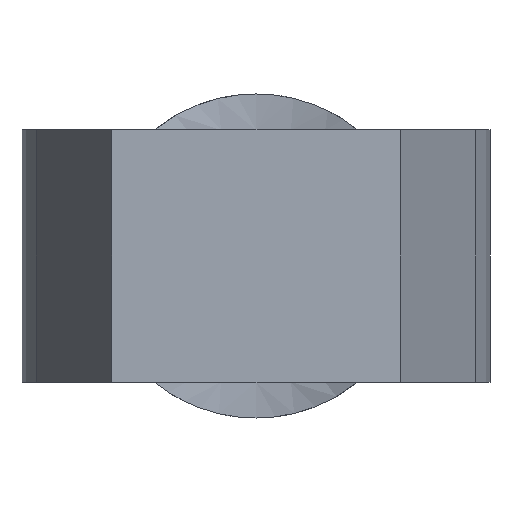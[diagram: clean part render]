
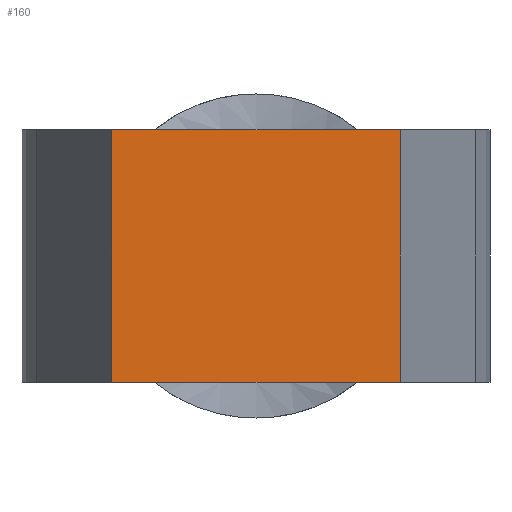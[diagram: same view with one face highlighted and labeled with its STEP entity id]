
A CAD part, left-side view. The second image highlights one B-rep face of the part: STEP entity #160.
In plain terms, the highlighted planar face has unit normal (-1, 0, 0).
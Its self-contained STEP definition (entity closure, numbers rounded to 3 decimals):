
#28 = VERTEX_POINT ( 'NONE', #427 ) ;
#36 = CARTESIAN_POINT ( 'NONE',  ( -80., -40., 35. ) ) ;
#56 = CARTESIAN_POINT ( 'NONE',  ( -80., -40., -35. ) ) ;
#70 = EDGE_LOOP ( 'NONE', ( #840, #466, #565, #756 ) ) ;
#71 = LINE ( 'NONE', #145, #488 ) ;
#96 = DIRECTION ( 'NONE',  ( 0., -1., 0. ) ) ;
#116 = LINE ( 'NONE', #520, #782 ) ;
#122 = CARTESIAN_POINT ( 'NONE',  ( -80., 40., 35. ) ) ;
#145 = CARTESIAN_POINT ( 'NONE',  ( -80., -40., 35. ) ) ;
#152 = CARTESIAN_POINT ( 'NONE',  ( -80., 40., -35. ) ) ;
#155 = LINE ( 'NONE', #242, #1029 ) ;
#160 = ADVANCED_FACE ( 'NONE', ( #614 ), #290, .F. ) ;
#162 = VERTEX_POINT ( 'NONE', #56 ) ;
#204 = CARTESIAN_POINT ( 'NONE',  ( -80., 40., -35. ) ) ;
#211 = VERTEX_POINT ( 'NONE', #204 ) ;
#218 = EDGE_CURVE ( 'NONE', #491, #162, #71, .T. ) ;
#242 = CARTESIAN_POINT ( 'NONE',  ( -80., 40., 35. ) ) ;
#290 = PLANE ( 'NONE',  #797 ) ;
#340 = DIRECTION ( 'NONE',  ( 0., 0., -1. ) ) ;
#427 = CARTESIAN_POINT ( 'NONE',  ( -80., 40., 35. ) ) ;
#436 = EDGE_CURVE ( 'NONE', #28, #211, #116, .T. ) ;
#466 = ORIENTED_EDGE ( 'NONE', *, *, #218, .F. ) ;
#488 = VECTOR ( 'NONE', #340, 1000. ) ;
#491 = VERTEX_POINT ( 'NONE', #36 ) ;
#507 = DIRECTION ( 'NONE',  ( 0., -1., 0. ) ) ;
#520 = CARTESIAN_POINT ( 'NONE',  ( -80., 40., 35. ) ) ;
#565 = ORIENTED_EDGE ( 'NONE', *, *, #988, .F. ) ;
#570 = LINE ( 'NONE', #152, #737 ) ;
#614 = FACE_OUTER_BOUND ( 'NONE', #70, .T. ) ;
#686 = DIRECTION ( 'NONE',  ( 1., 0., 0. ) ) ;
#737 = VECTOR ( 'NONE', #507, 1000. ) ;
#756 = ORIENTED_EDGE ( 'NONE', *, *, #436, .T. ) ;
#779 = DIRECTION ( 'NONE',  ( 0., 0., -1. ) ) ;
#782 = VECTOR ( 'NONE', #779, 1000. ) ;
#797 = AXIS2_PLACEMENT_3D ( 'NONE', #122, #686, #940 ) ;
#840 = ORIENTED_EDGE ( 'NONE', *, *, #1012, .T. ) ;
#940 = DIRECTION ( 'NONE',  ( 0., 1., 0. ) ) ;
#988 = EDGE_CURVE ( 'NONE', #28, #491, #155, .T. ) ;
#1012 = EDGE_CURVE ( 'NONE', #211, #162, #570, .T. ) ;
#1029 = VECTOR ( 'NONE', #96, 1000. ) ;
